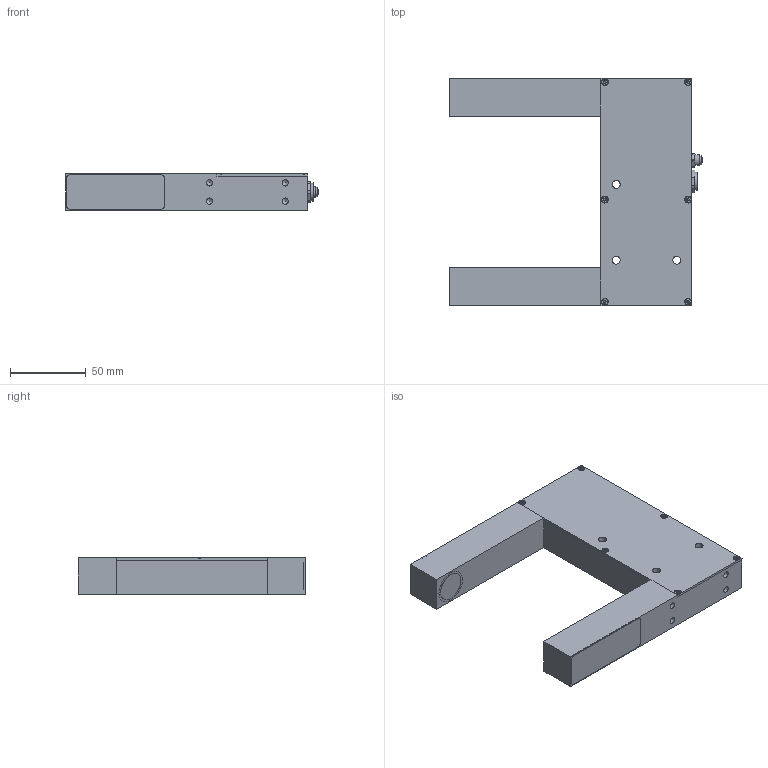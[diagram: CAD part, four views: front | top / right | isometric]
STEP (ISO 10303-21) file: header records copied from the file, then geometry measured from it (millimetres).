
FILE_DESCRIPTION(/* description */ (''),/* implementation_level */ '2;1');
FILE_NAME(/* name */ 'ipf_z3d_PGK0014F.stp',/* time_stamp */ '2018-06-29T12:58:28+02:00',/* author */ ('g.aydin'),/* organization */ (''),/* preprocessor_version */ 'ST-DEVELOPER v15.2',/* originating_system */ 'Autodesk Inventor 2014',/* authorisation */ '');
FILE_SCHEMA (('AUTOMOTIVE_DESIGN { 1 0 10303 214 3 1 1 }'));
Length unit declared in the file: millimetre
Products named in the file (1): ipf_z3d_PGK0014F
Bounding box: 167 x 150 x 24 mm (x, y, z)
Volume: 332258.2 mm3; surface area: 58638.1 mm2
Topology: 1 solids, 16 shells, 513 faces, 1313 edges, 871 vertices
Faces by surface type: plane 242, cylinder 197, cone 64, torus 6, sphere 4
Full cylindrical faces by diameter (mm): 0.5 x4, 1 x8, 1.567 x5, 2 x5, 2.4 x5, 2.8 x4, 3.2 x4, 4 x6, 4.134 x8, 5 x1, 5.2 x3, 6 x4, 7 x1, 7.05 x1, 7.5 x2, 8.5 x1, 10 x1, 11 x1, 11.1 x1, 16.8 x1, 18.3 x1, 19 x3, 19.05 x1, 19.1 x1, 20 x1, 21 x1, 21.1 x1, 21.9 x1, 22 x2, 23 x1
Entity records: 15293 total; most frequent: CARTESIAN_POINT 3596, DIRECTION 2314, ORIENTED_EDGE 2220, EDGE_CURVE 1109, AXIS2_PLACEMENT_3D 941, VERTEX_POINT 800, EDGE_LOOP 697, FACE_OUTER_BOUND 513
